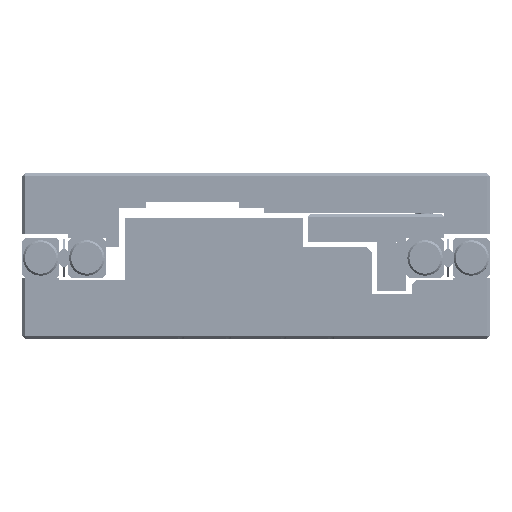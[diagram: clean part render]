
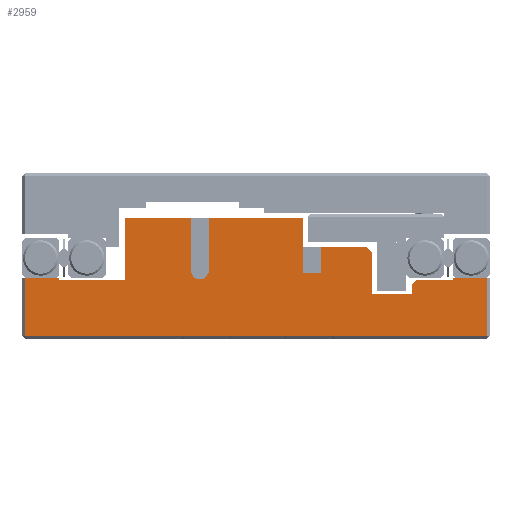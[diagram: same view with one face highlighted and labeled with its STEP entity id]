
A CAD part, left-side view. The second image highlights one B-rep face of the part: STEP entity #2959.
In plain terms, the highlighted planar face has unit normal (-1, 0, 0).
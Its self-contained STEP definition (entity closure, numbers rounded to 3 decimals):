
#2959=ADVANCED_FACE('',(#4413),#3901,.F.);
#3901=PLANE('',#17399);
#4413=FACE_OUTER_BOUND('',#4973,.T.);
#4973=EDGE_LOOP('',(#7468,#7469,#7470,#7471,#7472,#7473,#7474,#7475,#7476,
#7477,#7478,#7479,#7480,#7481,#7482,#7483,#7484,#7485,#7486,#7487,#7488,
#7489,#7490,#7491));
#7468=ORIENTED_EDGE('',*,*,#13242,.F.);
#7469=ORIENTED_EDGE('',*,*,#13301,.T.);
#7470=ORIENTED_EDGE('',*,*,#13091,.F.);
#7471=ORIENTED_EDGE('',*,*,#13228,.F.);
#7472=ORIENTED_EDGE('',*,*,#13218,.F.);
#7473=ORIENTED_EDGE('',*,*,#13302,.T.);
#7474=ORIENTED_EDGE('',*,*,#13118,.F.);
#7475=ORIENTED_EDGE('',*,*,#13303,.F.);
#7476=ORIENTED_EDGE('',*,*,#13304,.T.);
#7477=ORIENTED_EDGE('',*,*,#13148,.F.);
#7478=ORIENTED_EDGE('',*,*,#13122,.F.);
#7479=ORIENTED_EDGE('',*,*,#13305,.F.);
#7480=ORIENTED_EDGE('',*,*,#13306,.F.);
#7481=ORIENTED_EDGE('',*,*,#13307,.T.);
#7482=ORIENTED_EDGE('',*,*,#13127,.F.);
#7483=ORIENTED_EDGE('',*,*,#12732,.F.);
#7484=ORIENTED_EDGE('',*,*,#13207,.F.);
#7485=ORIENTED_EDGE('',*,*,#13181,.F.);
#7486=ORIENTED_EDGE('',*,*,#12929,.F.);
#7487=ORIENTED_EDGE('',*,*,#13308,.T.);
#7488=ORIENTED_EDGE('',*,*,#12799,.T.);
#7489=ORIENTED_EDGE('',*,*,#13309,.T.);
#7490=ORIENTED_EDGE('',*,*,#13028,.F.);
#7491=ORIENTED_EDGE('',*,*,#13270,.F.);
#11098=VERTEX_POINT('',#24226);
#11100=VERTEX_POINT('',#24230);
#11148=VERTEX_POINT('',#24350);
#11149=VERTEX_POINT('',#24352);
#11250=VERTEX_POINT('',#24723);
#11251=VERTEX_POINT('',#24725);
#11345=VERTEX_POINT('',#24960);
#11346=VERTEX_POINT('',#24962);
#11398=VERTEX_POINT('',#25136);
#11399=VERTEX_POINT('',#25137);
#11422=VERTEX_POINT('',#25193);
#11423=VERTEX_POINT('',#25194);
#11424=VERTEX_POINT('',#25199);
#11425=VERTEX_POINT('',#25201);
#11428=VERTEX_POINT('',#25210);
#11446=VERTEX_POINT('',#25251);
#11466=VERTEX_POINT('',#25307);
#11488=VERTEX_POINT('',#25370);
#11489=VERTEX_POINT('',#25372);
#11504=VERTEX_POINT('',#25413);
#11505=VERTEX_POINT('',#25415);
#11544=VERTEX_POINT('',#25518);
#11545=VERTEX_POINT('',#25521);
#11546=VERTEX_POINT('',#25523);
#12732=EDGE_CURVE('',#11100,#11098,#14856,.T.);
#12799=EDGE_CURVE('',#11149,#11148,#14921,.T.);
#12929=EDGE_CURVE('',#11250,#11251,#14962,.T.);
#13028=EDGE_CURVE('',#11345,#11346,#15017,.T.);
#13091=EDGE_CURVE('',#11398,#11399,#15045,.T.);
#13118=EDGE_CURVE('',#11422,#11423,#15069,.T.);
#13122=EDGE_CURVE('',#11424,#11425,#15073,.T.);
#13127=EDGE_CURVE('',#11098,#11428,#15076,.T.);
#13148=EDGE_CURVE('',#11425,#11446,#15095,.T.);
#13181=EDGE_CURVE('',#11251,#11466,#15127,.T.);
#13207=EDGE_CURVE('',#11466,#11100,#15148,.T.);
#13218=EDGE_CURVE('',#11488,#11489,#15158,.T.);
#13228=EDGE_CURVE('',#11489,#11398,#15166,.T.);
#13242=EDGE_CURVE('',#11504,#11505,#15173,.T.);
#13270=EDGE_CURVE('',#11505,#11345,#15198,.T.);
#13301=EDGE_CURVE('',#11504,#11399,#15229,.T.);
#13302=EDGE_CURVE('',#11488,#11423,#15230,.T.);
#13303=EDGE_CURVE('',#11544,#11422,#15231,.T.);
#13304=EDGE_CURVE('',#11544,#11446,#15232,.T.);
#13305=EDGE_CURVE('',#11545,#11424,#15233,.T.);
#13306=EDGE_CURVE('',#11546,#11545,#15234,.T.);
#13307=EDGE_CURVE('',#11546,#11428,#15235,.T.);
#13308=EDGE_CURVE('',#11250,#11149,#15236,.T.);
#13309=EDGE_CURVE('',#11148,#11346,#15237,.T.);
#14856=LINE('',#24231,#16096);
#14921=LINE('',#24351,#16161);
#14962=LINE('',#24724,#16202);
#15017=LINE('',#24961,#16257);
#15045=LINE('',#25135,#16285);
#15069=LINE('',#25192,#16309);
#15073=LINE('',#25200,#16313);
#15076=LINE('',#25209,#16316);
#15095=LINE('',#25250,#16335);
#15127=LINE('',#25306,#16367);
#15148=LINE('',#25351,#16388);
#15158=LINE('',#25371,#16398);
#15166=LINE('',#25389,#16406);
#15173=LINE('',#25414,#16413);
#15198=LINE('',#25464,#16438);
#15229=LINE('',#25515,#16469);
#15230=LINE('',#25516,#16470);
#15231=LINE('',#25517,#16471);
#15232=LINE('',#25519,#16472);
#15233=LINE('',#25520,#16473);
#15234=LINE('',#25522,#16474);
#15235=LINE('',#25524,#16475);
#15236=LINE('',#25525,#16476);
#15237=LINE('',#25526,#16477);
#16096=VECTOR('',#19253,1.);
#16161=VECTOR('',#19332,1.);
#16202=VECTOR('',#19513,1.);
#16257=VECTOR('',#19646,1.);
#16285=VECTOR('',#19734,1.);
#16309=VECTOR('',#19776,1.);
#16313=VECTOR('',#19782,1.);
#16316=VECTOR('',#19791,1.);
#16335=VECTOR('',#19818,1.);
#16367=VECTOR('',#19858,1.);
#16388=VECTOR('',#19891,1.);
#16398=VECTOR('',#19911,1.);
#16406=VECTOR('',#19925,1.);
#16413=VECTOR('',#19950,1.);
#16438=VECTOR('',#19983,1.);
#16469=VECTOR('',#20018,1.);
#16470=VECTOR('',#20019,1.);
#16471=VECTOR('',#20020,1.);
#16472=VECTOR('',#20021,1.);
#16473=VECTOR('',#20022,1.);
#16474=VECTOR('',#20023,1.);
#16475=VECTOR('',#20024,1.);
#16476=VECTOR('',#20025,1.);
#16477=VECTOR('',#20026,1.);
#17399=AXIS2_PLACEMENT_3D('',#25527,#20027,#20028);
#19253=DIRECTION('',(0.,0.,1.));
#19332=DIRECTION('',(0.,-1.,0.));
#19513=DIRECTION('',(0.,-1.,0.));
#19646=DIRECTION('',(0.,-1.,0.));
#19734=DIRECTION('',(0.,0.,1.));
#19776=DIRECTION('',(0.,-1.,0.));
#19782=DIRECTION('',(0.,-1.,0.));
#19791=DIRECTION('',(0.,-1.,0.));
#19818=DIRECTION('',(0.,0.,-1.));
#19858=DIRECTION('',(0.,0.,-1.));
#19891=DIRECTION('',(0.,-1.,0.));
#19911=DIRECTION('',(0.,0.,-1.));
#19925=DIRECTION('',(0.,-1.,0.));
#19950=DIRECTION('',(0.,-1.,0.));
#19983=DIRECTION('',(0.,0.,1.));
#20018=DIRECTION('',(0.,0.707,-0.707));
#20019=DIRECTION('',(0.,0.707,0.707));
#20020=DIRECTION('',(0.,0.,1.));
#20021=DIRECTION('',(0.,1.,0.));
#20022=DIRECTION('',(0.,0.,1.));
#20023=DIRECTION('',(0.,-1.,0.));
#20024=DIRECTION('',(0.,0.,1.));
#20025=DIRECTION('',(0.,0.,-1.));
#20026=DIRECTION('',(0.,0.,1.));
#20027=DIRECTION('',(1.,0.,0.));
#20028=DIRECTION('',(0.,0.,-1.));
#24226=CARTESIAN_POINT('',(-40.,13.3,12.3));
#24230=CARTESIAN_POINT('',(-40.,13.3,6.));
#24231=CARTESIAN_POINT('',(-40.,13.3,6.));
#24350=CARTESIAN_POINT('',(-40.,-23.5,0.3));
#24351=CARTESIAN_POINT('',(-40.,0.,0.3));
#24352=CARTESIAN_POINT('',(-40.,23.5,0.3));
#24723=CARTESIAN_POINT('',(-40.,23.5,6.2));
#24724=CARTESIAN_POINT('',(-40.,23.8,6.2));
#24725=CARTESIAN_POINT('',(-40.,20.,6.2));
#24960=CARTESIAN_POINT('',(-40.,-20.,6.2));
#24961=CARTESIAN_POINT('',(-40.,-20.,6.2));
#24962=CARTESIAN_POINT('',(-40.,-23.5,6.2));
#25135=CARTESIAN_POINT('',(-40.,-15.9,4.5));
#25136=CARTESIAN_POINT('',(-40.,-15.9,4.5));
#25137=CARTESIAN_POINT('',(-40.,-15.9,5.5));
#25192=CARTESIAN_POINT('',(-40.,-4.8,9.3));
#25193=CARTESIAN_POINT('',(-40.,-6.6,9.3));
#25194=CARTESIAN_POINT('',(-40.,-11.3,9.3));
#25199=CARTESIAN_POINT('',(-40.,4.8,12.3));
#25200=CARTESIAN_POINT('',(-40.,13.3,12.3));
#25201=CARTESIAN_POINT('',(-40.,-4.8,12.3));
#25209=CARTESIAN_POINT('',(-40.,13.3,12.3));
#25210=CARTESIAN_POINT('',(-40.,6.6,12.3));
#25250=CARTESIAN_POINT('',(-40.,-4.8,12.3));
#25251=CARTESIAN_POINT('',(-40.,-4.8,6.65));
#25306=CARTESIAN_POINT('',(-40.,20.,6.2));
#25307=CARTESIAN_POINT('',(-40.,20.,6.));
#25351=CARTESIAN_POINT('',(-40.,20.,6.));
#25370=CARTESIAN_POINT('',(-40.,-11.8,8.8));
#25371=CARTESIAN_POINT('',(-40.,-11.8,9.3));
#25372=CARTESIAN_POINT('',(-40.,-11.8,4.5));
#25389=CARTESIAN_POINT('',(-40.,-11.8,4.5));
#25413=CARTESIAN_POINT('',(-40.,-16.4,6.));
#25414=CARTESIAN_POINT('',(-40.,-15.9,6.));
#25415=CARTESIAN_POINT('',(-40.,-20.,6.));
#25464=CARTESIAN_POINT('',(-40.,-20.,6.));
#25515=CARTESIAN_POINT('',(-40.,-16.4,6.));
#25516=CARTESIAN_POINT('',(-40.,-11.8,8.8));
#25517=CARTESIAN_POINT('',(-40.,-6.6,6.65));
#25518=CARTESIAN_POINT('',(-40.,-6.6,6.65));
#25519=CARTESIAN_POINT('',(-40.,-6.6,6.65));
#25520=CARTESIAN_POINT('',(-40.,4.8,6.65));
#25521=CARTESIAN_POINT('',(-40.,4.8,6.65));
#25522=CARTESIAN_POINT('',(-40.,6.6,6.65));
#25523=CARTESIAN_POINT('',(-40.,6.6,6.65));
#25524=CARTESIAN_POINT('',(-40.,6.6,6.65));
#25525=CARTESIAN_POINT('',(-40.,23.5,0.));
#25526=CARTESIAN_POINT('',(-40.,-23.5,0.));
#25527=CARTESIAN_POINT('',(-40.,0.,0.));
